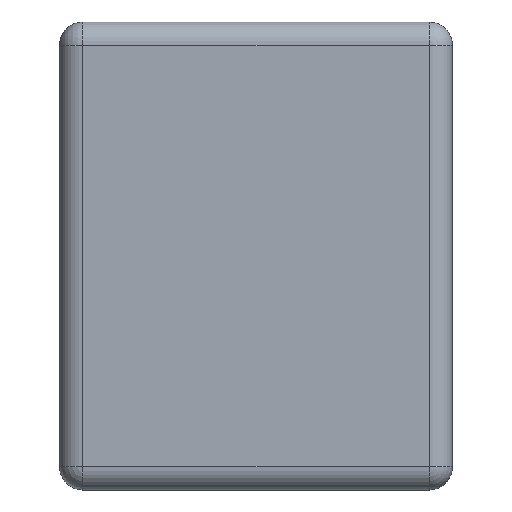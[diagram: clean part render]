
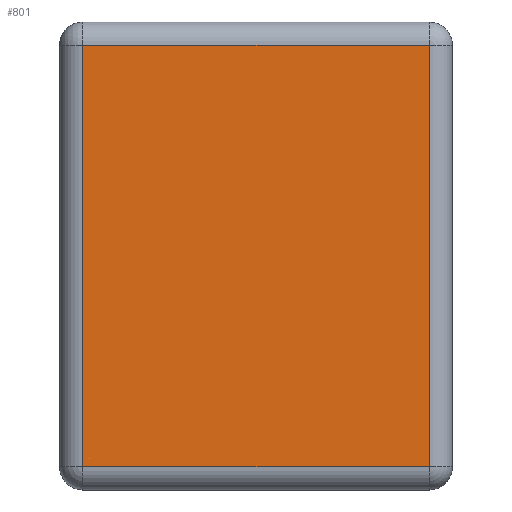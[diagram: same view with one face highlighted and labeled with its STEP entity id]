
A CAD part, left-side view. The second image highlights one B-rep face of the part: STEP entity #801.
In plain terms, the highlighted planar face has unit normal (-1, 0, 0).
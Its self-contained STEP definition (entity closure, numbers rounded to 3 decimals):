
#20 = CARTESIAN_POINT ( 'NONE',  ( -1., 0.063, -0.563 ) ) ;
#28 = CARTESIAN_POINT ( 'NONE',  ( -1., 1.05, 0.625 ) ) ;
#36 = CARTESIAN_POINT ( 'NONE',  ( -1., 0.063, 0.562 ) ) ;
#43 = VECTOR ( 'NONE', #1143, 1000. ) ;
#44 = AXIS2_PLACEMENT_3D ( 'NONE', #28, #1050, #742 ) ;
#47 = CARTESIAN_POINT ( 'NONE',  ( -1., 1.05, -0.563 ) ) ;
#50 = CARTESIAN_POINT ( 'NONE',  ( -1., 0.063, 0.625 ) ) ;
#80 = EDGE_LOOP ( 'NONE', ( #494, #580, #459, #285 ) ) ;
#223 = VERTEX_POINT ( 'NONE', #751 ) ;
#248 = EDGE_CURVE ( 'NONE', #740, #455, #1054, .T. ) ;
#273 = CARTESIAN_POINT ( 'NONE',  ( -1., 0.988, 0.625 ) ) ;
#285 = ORIENTED_EDGE ( 'NONE', *, *, #990, .T. ) ;
#306 = CARTESIAN_POINT ( 'NONE',  ( -1., 1.05, 0.562 ) ) ;
#324 = LINE ( 'NONE', #47, #839 ) ;
#360 = VECTOR ( 'NONE', #667, 1000. ) ;
#412 = VERTEX_POINT ( 'NONE', #943 ) ;
#455 = VERTEX_POINT ( 'NONE', #36 ) ;
#459 = ORIENTED_EDGE ( 'NONE', *, *, #248, .T. ) ;
#494 = ORIENTED_EDGE ( 'NONE', *, *, #573, .T. ) ;
#573 = EDGE_CURVE ( 'NONE', #412, #223, #766, .T. ) ;
#580 = ORIENTED_EDGE ( 'NONE', *, *, #1138, .T. ) ;
#667 = DIRECTION ( 'NONE',  ( 0., 0., -1. ) ) ;
#740 = VERTEX_POINT ( 'NONE', #20 ) ;
#742 = DIRECTION ( 'NONE',  ( 0., 0., -1. ) ) ;
#751 = CARTESIAN_POINT ( 'NONE',  ( -1., 0.988, -0.563 ) ) ;
#766 = LINE ( 'NONE', #273, #360 ) ;
#799 = LINE ( 'NONE', #306, #924 ) ;
#801 = ADVANCED_FACE ( 'NONE', ( #1236 ), #1222, .F. ) ;
#839 = VECTOR ( 'NONE', #1024, 1000. ) ;
#924 = VECTOR ( 'NONE', #1004, 1000. ) ;
#943 = CARTESIAN_POINT ( 'NONE',  ( -1., 0.988, 0.562 ) ) ;
#990 = EDGE_CURVE ( 'NONE', #455, #412, #799, .T. ) ;
#1004 = DIRECTION ( 'NONE',  ( 0., 1., 0. ) ) ;
#1024 = DIRECTION ( 'NONE',  ( 0., -1., 0. ) ) ;
#1050 = DIRECTION ( 'NONE',  ( 1., 0., 0. ) ) ;
#1054 = LINE ( 'NONE', #50, #43 ) ;
#1138 = EDGE_CURVE ( 'NONE', #223, #740, #324, .T. ) ;
#1143 = DIRECTION ( 'NONE',  ( 0., 0., 1. ) ) ;
#1222 = PLANE ( 'NONE',  #44 ) ;
#1236 = FACE_OUTER_BOUND ( 'NONE', #80, .T. ) ;
